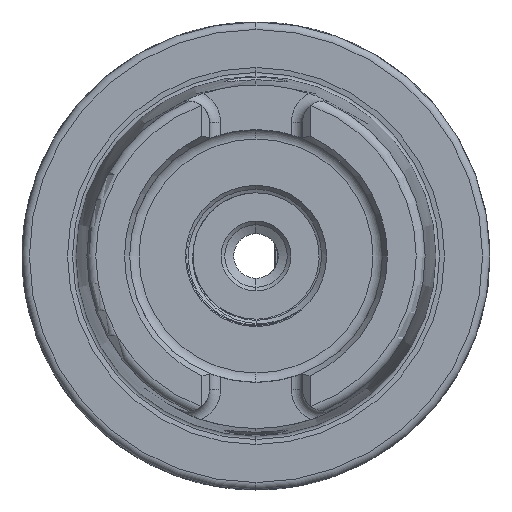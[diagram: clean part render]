
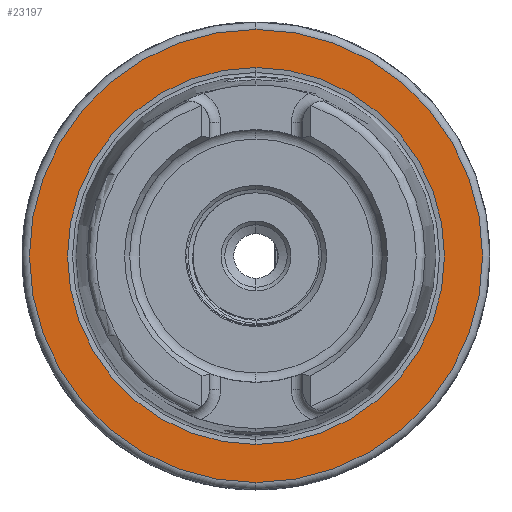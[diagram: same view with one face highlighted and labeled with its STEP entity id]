
A CAD part, left-side view. The second image highlights one B-rep face of the part: STEP entity #23197.
In plain terms, the highlighted planar face has unit normal (-1, 0, 0).
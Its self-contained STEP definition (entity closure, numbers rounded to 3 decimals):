
#1980 = ORIENTED_EDGE ( 'NONE', *, *, #11622, .T. ) ;
#1987 = ORIENTED_EDGE ( 'NONE', *, *, #11614, .T. ) ;
#1989 = ORIENTED_EDGE ( 'NONE', *, *, #11354, .T. ) ;
#2013 = ORIENTED_EDGE ( 'NONE', *, *, #11393, .T. ) ;
#2362 = DIRECTION ( 'NONE',  ( -1., 0., 0. ) ) ;
#2371 = CARTESIAN_POINT ( 'NONE',  ( 0., 0., 0. ) ) ;
#2385 = DIRECTION ( 'NONE',  ( 0., 0., 1. ) ) ;
#3182 = DIRECTION ( 'NONE',  ( 0., 0., -1. ) ) ;
#3193 = CARTESIAN_POINT ( 'NONE',  ( 0., 0., 0. ) ) ;
#3213 = DIRECTION ( 'NONE',  ( 1., 0., 0. ) ) ;
#3489 = CARTESIAN_POINT ( 'NONE',  ( 0., 0., -25.369 ) ) ;
#3559 = CARTESIAN_POINT ( 'NONE',  ( 0., 0., 25.369 ) ) ;
#3587 = CARTESIAN_POINT ( 'NONE',  ( 0., 0., -30.5 ) ) ;
#3599 = CARTESIAN_POINT ( 'NONE',  ( 0., 0., 30.5 ) ) ;
#4191 = CIRCLE ( 'NONE', #12291, 25.369 ) ;
#4234 = CIRCLE ( 'NONE', #12422, 30.5 ) ;
#4390 = CIRCLE ( 'NONE', #12597, 30.5 ) ;
#4411 = CIRCLE ( 'NONE', #12621, 25.369 ) ;
#4663 = FACE_OUTER_BOUND ( 'NONE', #19693, .T. ) ;
#4739 = FACE_BOUND ( 'NONE', #19734, .T. ) ;
#11354 = EDGE_CURVE ( 'NONE', #23974, #23932, #4191, .T. ) ;
#11393 = EDGE_CURVE ( 'NONE', #23949, #23956, #4234, .T. ) ;
#11614 = EDGE_CURVE ( 'NONE', #23932, #23974, #4411, .T. ) ;
#11622 = EDGE_CURVE ( 'NONE', #23956, #23949, #4390, .T. ) ;
#12291 = AXIS2_PLACEMENT_3D ( 'NONE', #3193, #3213, #3182 ) ;
#12422 = AXIS2_PLACEMENT_3D ( 'NONE', #2371, #2362, #2385 ) ;
#12597 = AXIS2_PLACEMENT_3D ( 'NONE', #21087, #21065, #21047 ) ;
#12621 = AXIS2_PLACEMENT_3D ( 'NONE', #21006, #20966, #20994 ) ;
#12903 = AXIS2_PLACEMENT_3D ( 'NONE', #22122, #22124, #22104 ) ;
#19693 = EDGE_LOOP ( 'NONE', ( #2013, #1980 ) ) ;
#19734 = EDGE_LOOP ( 'NONE', ( #1989, #1987 ) ) ;
#20966 = DIRECTION ( 'NONE',  ( 1., 0., 0. ) ) ;
#20994 = DIRECTION ( 'NONE',  ( 0., 0., -1. ) ) ;
#21006 = CARTESIAN_POINT ( 'NONE',  ( 0., 0., 0. ) ) ;
#21047 = DIRECTION ( 'NONE',  ( 0., 0., 1. ) ) ;
#21065 = DIRECTION ( 'NONE',  ( -1., 0., 0. ) ) ;
#21087 = CARTESIAN_POINT ( 'NONE',  ( 0., 0., 0. ) ) ;
#22102 = PLANE ( 'NONE',  #12903 ) ;
#22104 = DIRECTION ( 'NONE',  ( 0., 0., 1. ) ) ;
#22122 = CARTESIAN_POINT ( 'NONE',  ( 0., 25.369, 0. ) ) ;
#22124 = DIRECTION ( 'NONE',  ( -1., 0., 0. ) ) ;
#23197 = ADVANCED_FACE ( 'NONE', ( #4663, #4739 ), #22102, .T. ) ;
#23932 = VERTEX_POINT ( 'NONE', #3489 ) ;
#23949 = VERTEX_POINT ( 'NONE', #3599 ) ;
#23956 = VERTEX_POINT ( 'NONE', #3587 ) ;
#23974 = VERTEX_POINT ( 'NONE', #3559 ) ;
